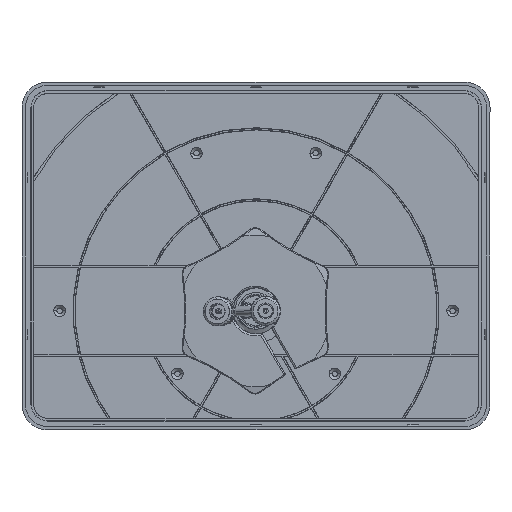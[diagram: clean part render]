
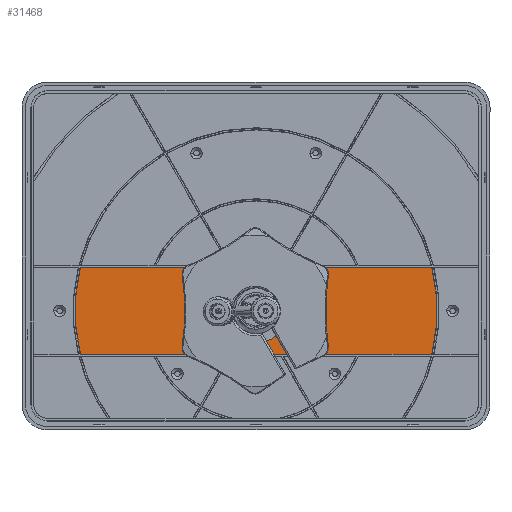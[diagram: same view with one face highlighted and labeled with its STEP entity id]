
A CAD part, front view. The second image highlights one B-rep face of the part: STEP entity #31468.
In plain terms, the highlighted face is planar.
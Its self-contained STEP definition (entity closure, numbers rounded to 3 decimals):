
#1155 = CARTESIAN_POINT ( 'NONE',  ( 0.072, -0.073, -2.15 ) ) ;
#1430 = CARTESIAN_POINT ( 'NONE',  ( -23.747, -95.959, -2.15 ) ) ;
#1749 = VERTEX_POINT ( 'NONE', #1430 ) ;
#2665 = CARTESIAN_POINT ( 'NONE',  ( 23.853, -0.072, -2.15 ) ) ;
#2838 = DIRECTION ( 'NONE',  ( 0., 0., 1. ) ) ;
#4097 = EDGE_CURVE ( 'NONE', #16822, #1749, #21523, .T. ) ;
#4274 = ORIENTED_EDGE ( 'NONE', *, *, #11014, .T. ) ;
#4423 = DIRECTION ( 'NONE',  ( 0., -1., 0. ) ) ;
#4511 = DIRECTION ( 'NONE',  ( 0., 0., 1. ) ) ;
#5122 = CIRCLE ( 'NONE', #23905, 17.5 ) ;
#5869 = EDGE_CURVE ( 'NONE', #32148, #16822, #20728, .T. ) ;
#6056 = DIRECTION ( 'NONE',  ( 0., -1., 0. ) ) ;
#6763 = DIRECTION ( 'NONE',  ( 0., 0., 1. ) ) ;
#7100 = DIRECTION ( 'NONE',  ( 0., 0., 1. ) ) ;
#7113 = EDGE_LOOP ( 'NONE', ( #32035, #18450 ) ) ;
#7403 = CARTESIAN_POINT ( 'NONE',  ( 0.072, -17.572, -2.15 ) ) ;
#7408 = DIRECTION ( 'NONE',  ( -0.241, -0.971, 0. ) ) ;
#8542 = DIRECTION ( 'NONE',  ( 0., 1., 0. ) ) ;
#9225 = ORIENTED_EDGE ( 'NONE', *, *, #4097, .T. ) ;
#9433 = CARTESIAN_POINT ( 'NONE',  ( 0.072, -0.072, -2.15 ) ) ;
#10597 = VERTEX_POINT ( 'NONE', #28202 ) ;
#11014 = EDGE_CURVE ( 'NONE', #10597, #32148, #31518, .T. ) ;
#12605 = CARTESIAN_POINT ( 'NONE',  ( -23.747, -0.072, -2.15 ) ) ;
#12673 = PLANE ( 'NONE',  #23704 ) ;
#14211 = CARTESIAN_POINT ( 'NONE',  ( 0.072, -0.072, -2.15 ) ) ;
#15672 = DIRECTION ( 'NONE',  ( 0., -1., 0. ) ) ;
#16013 = DIRECTION ( 'NONE',  ( 0., -1., 0. ) ) ;
#16822 = VERTEX_POINT ( 'NONE', #35255 ) ;
#16823 = CARTESIAN_POINT ( 'NONE',  ( 0.072, 17.428, -2.15 ) ) ;
#18359 = FACE_BOUND ( 'NONE', #7113, .T. ) ;
#18450 = ORIENTED_EDGE ( 'NONE', *, *, #37004, .F. ) ;
#19080 = VECTOR ( 'NONE', #8542, 1000. ) ;
#20728 = CIRCLE ( 'NONE', #21945, 98.8 ) ;
#21266 = CARTESIAN_POINT ( 'NONE',  ( 23.853, 95.823, -2.15 ) ) ;
#21447 = DIRECTION ( 'NONE',  ( 0., 0., 1. ) ) ;
#21523 = LINE ( 'NONE', #12605, #35651 ) ;
#21760 = FACE_OUTER_BOUND ( 'NONE', #28222, .T. ) ;
#21945 = AXIS2_PLACEMENT_3D ( 'NONE', #9433, #6763, #15672 ) ;
#23704 = AXIS2_PLACEMENT_3D ( 'NONE', #24261, #4511, #24814 ) ;
#23905 = AXIS2_PLACEMENT_3D ( 'NONE', #14211, #2838, #6056 ) ;
#24261 = CARTESIAN_POINT ( 'NONE',  ( 0.072, -0.072, -2.15 ) ) ;
#24814 = DIRECTION ( 'NONE',  ( 1., 0., 0. ) ) ;
#25165 = EDGE_CURVE ( 'NONE', #28747, #30892, #27514, .T. ) ;
#26347 = ORIENTED_EDGE ( 'NONE', *, *, #5869, .T. ) ;
#27514 = CIRCLE ( 'NONE', #32975, 17.5 ) ;
#27891 = AXIS2_PLACEMENT_3D ( 'NONE', #1155, #21447, #7408 ) ;
#28202 = CARTESIAN_POINT ( 'NONE',  ( 23.853, -95.968, -2.15 ) ) ;
#28222 = EDGE_LOOP ( 'NONE', ( #4274, #26347, #9225, #32657 ) ) ;
#28747 = VERTEX_POINT ( 'NONE', #16823 ) ;
#29472 = EDGE_CURVE ( 'NONE', #1749, #10597, #36377, .T. ) ;
#30428 = CARTESIAN_POINT ( 'NONE',  ( 0.072, -0.072, -2.15 ) ) ;
#30892 = VERTEX_POINT ( 'NONE', #7403 ) ;
#31468 = ADVANCED_FACE ( 'NONE', ( #21760, #18359 ), #12673, .T. ) ;
#31518 = LINE ( 'NONE', #2665, #19080 ) ;
#32035 = ORIENTED_EDGE ( 'NONE', *, *, #25165, .F. ) ;
#32148 = VERTEX_POINT ( 'NONE', #21266 ) ;
#32657 = ORIENTED_EDGE ( 'NONE', *, *, #29472, .T. ) ;
#32975 = AXIS2_PLACEMENT_3D ( 'NONE', #30428, #7100, #4423 ) ;
#35255 = CARTESIAN_POINT ( 'NONE',  ( -23.747, 95.814, -2.15 ) ) ;
#35651 = VECTOR ( 'NONE', #16013, 1000. ) ;
#36377 = CIRCLE ( 'NONE', #27891, 98.8 ) ;
#37004 = EDGE_CURVE ( 'NONE', #30892, #28747, #5122, .T. ) ;
